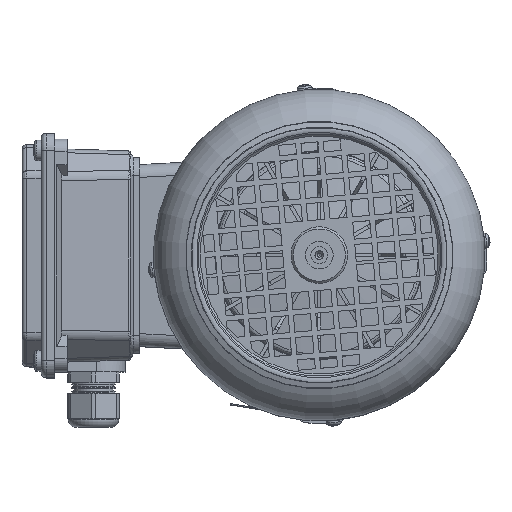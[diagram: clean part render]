
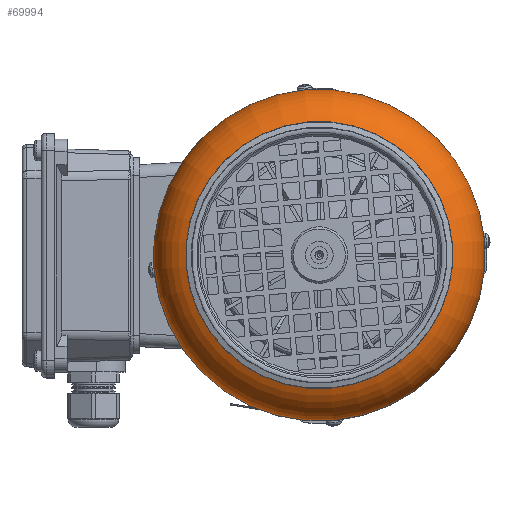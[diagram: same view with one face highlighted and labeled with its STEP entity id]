
A CAD part, top view. The second image highlights one B-rep face of the part: STEP entity #69994.
In plain terms, the highlighted toroidal (fillet/blend) face has major radius 53.447 mm and minor radius 24.253 mm.
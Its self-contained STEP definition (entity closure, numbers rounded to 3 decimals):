
#69960=CARTESIAN_POINT('',(-80.,62.5,0.0));
#69961=VERTEX_POINT('',#69960);
#69962=CARTESIAN_POINT('',(-80.,0.,0.0));
#69963=DIRECTION('',(1.0,0.0,0.0));
#69964=DIRECTION('',(0.0,1.0,0.0));
#69965=AXIS2_PLACEMENT_3D('',#69962,#69963,#69964);
#69966=CIRCLE('',#69965,62.5);
#69967=EDGE_CURVE('',#69961,#69961,#69966,.T.);
#69975=CARTESIAN_POINT('',(-57.5,0.,0.0));
#69976=DIRECTION('',(1.0,0.0,0.0));
#69977=DIRECTION('',(0.0,0.0,-1.0));
#69978=AXIS2_PLACEMENT_3D('',#69975,#69976,#69977);
#69979=TOROIDAL_SURFACE('',#69978,53.447,24.253);
#69980=CARTESIAN_POINT('',(-57.5,77.7,0.0));
#69981=VERTEX_POINT('',#69980);
#69982=CARTESIAN_POINT('',(-57.5,0.,0.0));
#69983=DIRECTION('',(1.0,0.0,0.0));
#69984=DIRECTION('',(0.0,1.0,0.0));
#69985=AXIS2_PLACEMENT_3D('',#69982,#69983,#69984);
#69986=CIRCLE('',#69985,77.7);
#69987=EDGE_CURVE('',#69981,#69981,#69986,.T.);
#69988=ORIENTED_EDGE('',*,*,#69987,.F.);
#69989=EDGE_LOOP('',(#69988));
#69990=FACE_OUTER_BOUND('',#69989,.T.);
#69991=ORIENTED_EDGE('',*,*,#69967,.T.);
#69992=EDGE_LOOP('',(#69991));
#69993=FACE_BOUND('',#69992,.T.);
#69994=ADVANCED_FACE('',(#69990,#69993),#69979,.T.);
